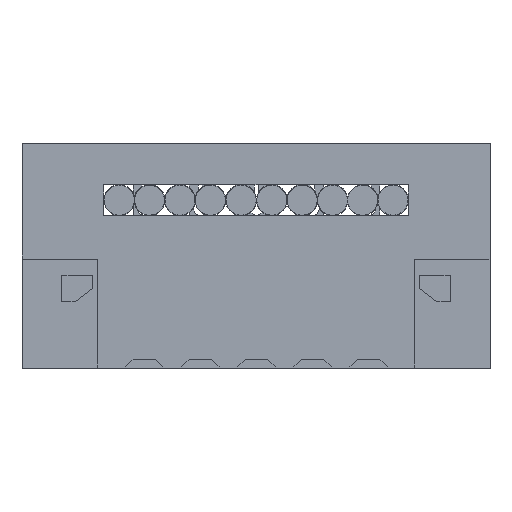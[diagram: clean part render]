
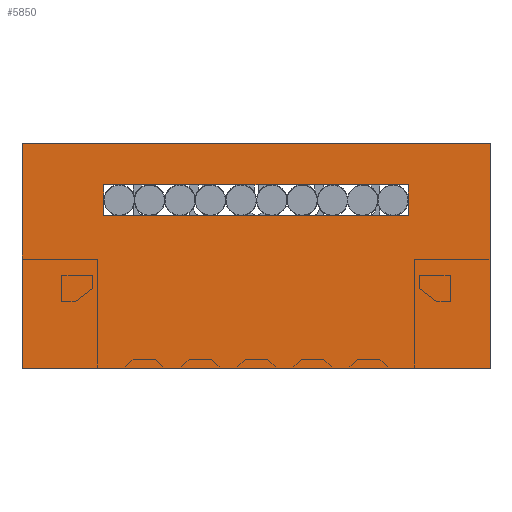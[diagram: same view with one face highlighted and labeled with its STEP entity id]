
A CAD part, front view. The second image highlights one B-rep face of the part: STEP entity #5850.
In plain terms, the highlighted planar face has unit normal (0, -1, 0).
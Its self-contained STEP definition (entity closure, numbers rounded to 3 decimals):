
#297=PLANE('',#6434);
#496=LINE('',#8641,#1130);
#603=LINE('',#8863,#1237);
#607=LINE('',#8870,#1241);
#950=LINE('',#9624,#1584);
#968=LINE('',#9656,#1602);
#970=LINE('',#9660,#1604);
#971=LINE('',#9662,#1605);
#973=LINE('',#9666,#1607);
#1130=VECTOR('',#6907,1000.);
#1237=VECTOR('',#7116,1000.);
#1241=VECTOR('',#7122,1000.);
#1584=VECTOR('',#7863,1000.);
#1602=VECTOR('',#7899,1000.);
#1604=VECTOR('',#7903,1000.);
#1605=VECTOR('',#7906,1000.);
#1607=VECTOR('',#7912,1000.);
#3057=ORIENTED_EDGE('',*,*,#3993,.F.);
#3058=ORIENTED_EDGE('',*,*,#3970,.F.);
#3059=ORIENTED_EDGE('',*,*,#3990,.F.);
#3060=ORIENTED_EDGE('',*,*,#3988,.F.);
#3061=ORIENTED_EDGE('',*,*,#3587,.F.);
#3062=ORIENTED_EDGE('',*,*,#3991,.F.);
#3063=ORIENTED_EDGE('',*,*,#3591,.T.);
#3064=ORIENTED_EDGE('',*,*,#3472,.T.);
#3472=EDGE_CURVE('',#4272,#4274,#496,.T.);
#3587=EDGE_CURVE('',#4337,#4274,#603,.T.);
#3591=EDGE_CURVE('',#4340,#4272,#607,.T.);
#3970=EDGE_CURVE('',#4552,#4551,#950,.T.);
#3988=EDGE_CURVE('',#4557,#4558,#968,.T.);
#3990=EDGE_CURVE('',#4558,#4552,#970,.T.);
#3991=EDGE_CURVE('',#4340,#4337,#971,.T.);
#3993=EDGE_CURVE('',#4551,#4557,#973,.T.);
#4272=VERTEX_POINT('',#8636);
#4274=VERTEX_POINT('',#8640);
#4337=VERTEX_POINT('',#8861);
#4340=VERTEX_POINT('',#8868);
#4551=VERTEX_POINT('',#9621);
#4552=VERTEX_POINT('',#9623);
#4557=VERTEX_POINT('',#9655);
#4558=VERTEX_POINT('',#9657);
#5078=EDGE_LOOP('',(#3057,#3058,#3059,#3060));
#5079=EDGE_LOOP('',(#3061,#3062,#3063,#3064));
#5498=FACE_BOUND('',#5078,.T.);
#5499=FACE_BOUND('',#5079,.T.);
#5850=ADVANCED_FACE('',(#5498,#5499),#297,.F.);
#6434=AXIS2_PLACEMENT_3D('',#9667,#7913,#7914);
#6907=DIRECTION('',(-1.,0.,0.));
#7116=DIRECTION('',(0.,0.,-1.));
#7122=DIRECTION('',(0.,0.,-1.));
#7863=DIRECTION('',(-1.,0.,0.));
#7899=DIRECTION('',(1.,0.,0.));
#7903=DIRECTION('',(0.,0.,-1.));
#7906=DIRECTION('',(-1.,0.,0.));
#7912=DIRECTION('',(0.,0.,1.));
#7913=DIRECTION('',(0.,1.,0.));
#7914=DIRECTION('',(1.,0.,0.));
#8636=CARTESIAN_POINT('',(3.44,-1.5,-4.14));
#8640=CARTESIAN_POINT('',(-3.44,-1.5,-4.14));
#8641=CARTESIAN_POINT('',(3.44,-1.5,-4.14));
#8861=CARTESIAN_POINT('',(-3.44,-1.5,-3.45));
#8863=CARTESIAN_POINT('',(-3.44,-1.5,-4.75));
#8868=CARTESIAN_POINT('',(3.44,-1.5,-3.45));
#8870=CARTESIAN_POINT('',(3.44,-1.5,-4.75));
#9621=CARTESIAN_POINT('',(-5.29,-1.5,-5.065));
#9623=CARTESIAN_POINT('',(5.29,-1.5,-5.065));
#9624=CARTESIAN_POINT('',(5.29,-1.5,-5.065));
#9655=CARTESIAN_POINT('',(-5.29,-1.5,0.));
#9656=CARTESIAN_POINT('',(-5.29,-1.5,0.));
#9657=CARTESIAN_POINT('',(5.29,-1.5,0.));
#9660=CARTESIAN_POINT('',(5.29,-1.5,0.));
#9662=CARTESIAN_POINT('',(5.29,-1.5,-3.45));
#9666=CARTESIAN_POINT('',(-5.29,-1.5,-3.45));
#9667=CARTESIAN_POINT('',(0.,-1.5,0.));
